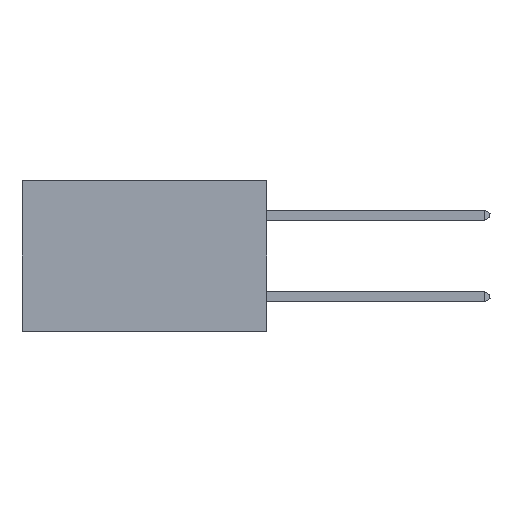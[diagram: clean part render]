
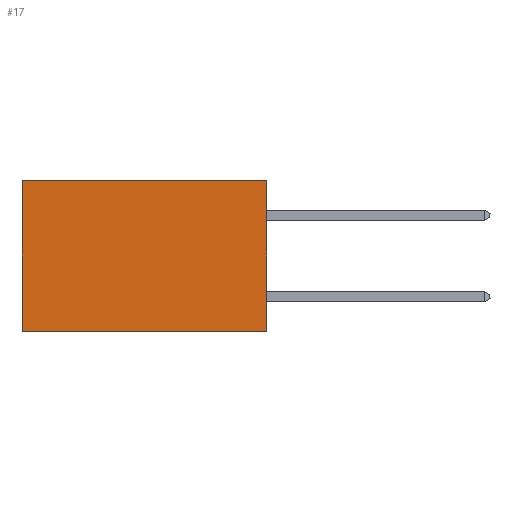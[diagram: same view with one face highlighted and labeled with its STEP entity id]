
A CAD part, left-side view. The second image highlights one B-rep face of the part: STEP entity #17.
In plain terms, the highlighted planar face has unit normal (-1, 0, 0).
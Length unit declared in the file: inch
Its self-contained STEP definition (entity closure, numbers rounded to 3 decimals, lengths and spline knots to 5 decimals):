
#17 = ADVANCED_FACE ( 'NONE', ( #22544 ), #16343, .F. ) ;
#694 = LINE ( 'NONE', #6439, #11193 ) ;
#1291 = DIRECTION ( 'NONE',  ( 0., 0., -1. ) ) ;
#5744 = ORIENTED_EDGE ( 'NONE', *, *, #19511, .F. ) ;
#6439 = CARTESIAN_POINT ( 'NONE',  ( 0.2875, 0., 0. ) ) ;
#8274 = CARTESIAN_POINT ( 'NONE',  ( 0.2875, 0.6, 0. ) ) ;
#10267 = DIRECTION ( 'NONE',  ( 0., 1., 0. ) ) ;
#11193 = VECTOR ( 'NONE', #18431, 39.37008 ) ;
#11847 = CARTESIAN_POINT ( 'NONE',  ( 0.2875, 0., 0. ) ) ;
#13087 = CARTESIAN_POINT ( 'NONE',  ( 0.2875, 0., -0.37 ) ) ;
#13126 = VECTOR ( 'NONE', #26348, 39.37008 ) ;
#13518 = VERTEX_POINT ( 'NONE', #37099 ) ;
#13614 = AXIS2_PLACEMENT_3D ( 'NONE', #18666, #24860, #1291 ) ;
#14200 = VERTEX_POINT ( 'NONE', #11847 ) ;
#16064 = VECTOR ( 'NONE', #16135, 39.37008 ) ;
#16135 = DIRECTION ( 'NONE',  ( 0., 0., -1. ) ) ;
#16343 = PLANE ( 'NONE',  #13614 ) ;
#16544 = ORIENTED_EDGE ( 'NONE', *, *, #26372, .F. ) ;
#17418 = CARTESIAN_POINT ( 'NONE',  ( 0.2875, 0.6, -0.37 ) ) ;
#17569 = VECTOR ( 'NONE', #10267, 39.37008 ) ;
#17688 = VERTEX_POINT ( 'NONE', #22400 ) ;
#18431 = DIRECTION ( 'NONE',  ( 0., 1., 0. ) ) ;
#18666 = CARTESIAN_POINT ( 'NONE',  ( 0.2875, 0., 0. ) ) ;
#19510 = EDGE_LOOP ( 'NONE', ( #32989, #16544, #5744, #19528 ) ) ;
#19511 = EDGE_CURVE ( 'NONE', #14200, #17688, #28823, .T. ) ;
#19528 = ORIENTED_EDGE ( 'NONE', *, *, #22445, .T. ) ;
#21613 = EDGE_CURVE ( 'NONE', #13518, #34987, #23230, .T. ) ;
#22400 = CARTESIAN_POINT ( 'NONE',  ( 0.2875, 0., -0.37 ) ) ;
#22445 = EDGE_CURVE ( 'NONE', #14200, #13518, #694, .T. ) ;
#22544 = FACE_OUTER_BOUND ( 'NONE', #19510, .T. ) ;
#23230 = LINE ( 'NONE', #8274, #13126 ) ;
#24860 = DIRECTION ( 'NONE',  ( 1., 0., 0. ) ) ;
#24908 = CARTESIAN_POINT ( 'NONE',  ( 0.2875, 0., 0. ) ) ;
#26348 = DIRECTION ( 'NONE',  ( 0., 0., -1. ) ) ;
#26372 = EDGE_CURVE ( 'NONE', #17688, #34987, #28075, .T. ) ;
#28075 = LINE ( 'NONE', #13087, #17569 ) ;
#28823 = LINE ( 'NONE', #24908, #16064 ) ;
#32989 = ORIENTED_EDGE ( 'NONE', *, *, #21613, .T. ) ;
#34987 = VERTEX_POINT ( 'NONE', #17418 ) ;
#37099 = CARTESIAN_POINT ( 'NONE',  ( 0.2875, 0.6, 0. ) ) ;
